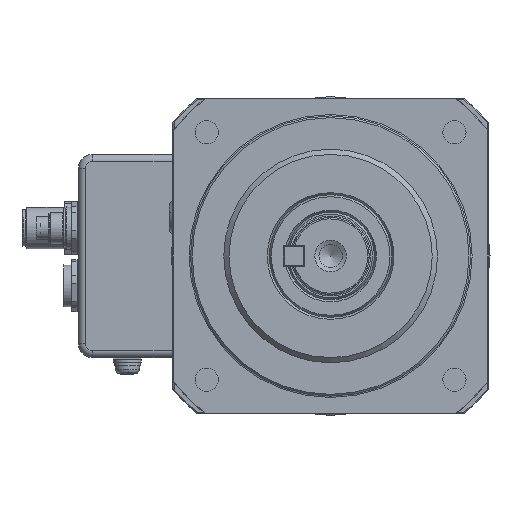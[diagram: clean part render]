
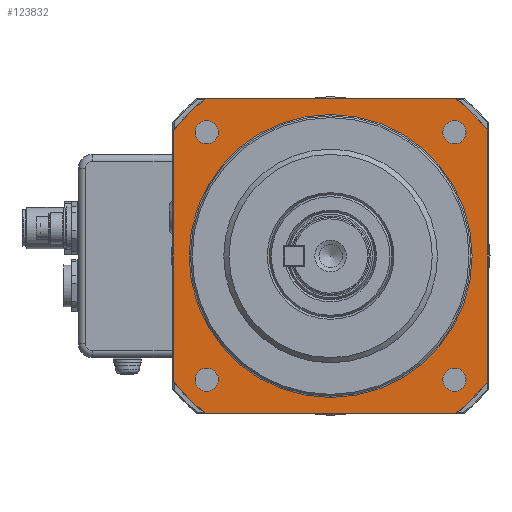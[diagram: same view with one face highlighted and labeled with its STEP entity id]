
A CAD part, left-side view. The second image highlights one B-rep face of the part: STEP entity #123832.
In plain terms, the highlighted face is planar.
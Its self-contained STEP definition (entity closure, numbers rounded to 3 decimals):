
#1630 = ORIENTED_EDGE ( 'NONE', *, *, #166268, .T. ) ;
#4150 = FACE_BOUND ( 'NONE', #104281, .T. ) ;
#4158 = CARTESIAN_POINT ( 'NONE',  ( 44.9, -49.39, 0. ) ) ;
#4774 = EDGE_CURVE ( 'NONE', #117869, #61712, #133463, .T. ) ;
#4955 = EDGE_CURVE ( 'NONE', #112378, #112378, #9304, .T. ) ;
#7278 = LINE ( 'NONE', #4158, #98719 ) ;
#8827 = AXIS2_PLACEMENT_3D ( 'NONE', #54483, #145304, #157938 ) ;
#9066 = AXIS2_PLACEMENT_3D ( 'NONE', #69815, #71526, #94749 ) ;
#9304 = CIRCLE ( 'NONE', #8827, 3.3 ) ;
#11698 = CIRCLE ( 'NONE', #9066, 3.3 ) ;
#12730 = DIRECTION ( 'NONE',  ( -1., 0., 0. ) ) ;
#15310 = DIRECTION ( 'NONE',  ( 0., 0., 1. ) ) ;
#16530 = AXIS2_PLACEMENT_3D ( 'NONE', #97460, #110443, #150348 ) ;
#17519 = ORIENTED_EDGE ( 'NONE', *, *, #98144, .F. ) ;
#17536 = CARTESIAN_POINT ( 'NONE',  ( 0., 0., 0. ) ) ;
#18126 = DIRECTION ( 'NONE',  ( 1., 0., 0. ) ) ;
#18173 = LINE ( 'NONE', #113670, #24232 ) ;
#18900 = CARTESIAN_POINT ( 'NONE',  ( -32.055, 35.355, 0. ) ) ;
#22465 = ORIENTED_EDGE ( 'NONE', *, *, #140470, .F. ) ;
#24232 = VECTOR ( 'NONE', #152424, 1000. ) ;
#26432 = DIRECTION ( 'NONE',  ( 1., 0., 0. ) ) ;
#27778 = EDGE_CURVE ( 'NONE', #108274, #122197, #7278, .T. ) ;
#30850 = VERTEX_POINT ( 'NONE', #75980 ) ;
#32613 = ORIENTED_EDGE ( 'NONE', *, *, #4774, .T. ) ;
#33476 = CARTESIAN_POINT ( 'NONE',  ( -35.76, 44.9, 0. ) ) ;
#34261 = EDGE_LOOP ( 'NONE', ( #17519 ) ) ;
#38787 = LINE ( 'NONE', #39492, #40688 ) ;
#39492 = CARTESIAN_POINT ( 'NONE',  ( -49.39, -44.9, 0. ) ) ;
#40586 = CARTESIAN_POINT ( 'NONE',  ( 38.655, 35.355, 0. ) ) ;
#40688 = VECTOR ( 'NONE', #26432, 1000. ) ;
#41004 = DIRECTION ( 'NONE',  ( 1., 0., 0. ) ) ;
#46833 = ORIENTED_EDGE ( 'NONE', *, *, #27778, .T. ) ;
#47304 = EDGE_CURVE ( 'NONE', #122197, #117869, #103922, .T. ) ;
#48182 = EDGE_CURVE ( 'NONE', #103969, #119008, #38787, .T. ) ;
#50417 = CIRCLE ( 'NONE', #91123, 57.4 ) ;
#52562 = DIRECTION ( 'NONE',  ( 0., 0., -1. ) ) ;
#54072 = EDGE_CURVE ( 'NONE', #132646, #132646, #78485, .T. ) ;
#54483 = CARTESIAN_POINT ( 'NONE',  ( -35.355, -35.355, 0. ) ) ;
#57052 = FACE_BOUND ( 'NONE', #101414, .T. ) ;
#57064 = EDGE_CURVE ( 'NONE', #61712, #103344, #124219, .T. ) ;
#59803 = DIRECTION ( 'NONE',  ( 0., 0., 1. ) ) ;
#61712 = VERTEX_POINT ( 'NONE', #33476 ) ;
#61873 = DIRECTION ( 'NONE',  ( 1., 0., 0. ) ) ;
#63506 = ORIENTED_EDGE ( 'NONE', *, *, #57064, .T. ) ;
#63983 = CARTESIAN_POINT ( 'NONE',  ( 0., 0., 0. ) ) ;
#69353 = DIRECTION ( 'NONE',  ( 0., 0., 1. ) ) ;
#69815 = CARTESIAN_POINT ( 'NONE',  ( 35.355, -35.355, 0. ) ) ;
#70092 = DIRECTION ( 'NONE',  ( 0., 1., 0. ) ) ;
#70247 = AXIS2_PLACEMENT_3D ( 'NONE', #63983, #52562, #156586 ) ;
#71526 = DIRECTION ( 'NONE',  ( 0., 0., 1. ) ) ;
#72021 = CARTESIAN_POINT ( 'NONE',  ( 40.4, 0., 0. ) ) ;
#75980 = CARTESIAN_POINT ( 'NONE',  ( 38.655, -35.355, 0. ) ) ;
#77783 = CARTESIAN_POINT ( 'NONE',  ( -44.9, -35.76, 0. ) ) ;
#78485 = CIRCLE ( 'NONE', #70247, 40.4 ) ;
#79203 = PLANE ( 'NONE',  #114756 ) ;
#81852 = ORIENTED_EDGE ( 'NONE', *, *, #137517, .T. ) ;
#84313 = ORIENTED_EDGE ( 'NONE', *, *, #164462, .T. ) ;
#84500 = ORIENTED_EDGE ( 'NONE', *, *, #48182, .T. ) ;
#87648 = CIRCLE ( 'NONE', #159602, 57.4 ) ;
#89435 = CARTESIAN_POINT ( 'NONE',  ( -49.39, 44.9, 0. ) ) ;
#91123 = AXIS2_PLACEMENT_3D ( 'NONE', #17536, #69353, #18126 ) ;
#93171 = CARTESIAN_POINT ( 'NONE',  ( 0., 0., 0. ) ) ;
#93221 = VERTEX_POINT ( 'NONE', #77783 ) ;
#94749 = DIRECTION ( 'NONE',  ( 1., 0., 0. ) ) ;
#97460 = CARTESIAN_POINT ( 'NONE',  ( 35.355, 35.355, 0. ) ) ;
#98144 = EDGE_CURVE ( 'NONE', #30850, #30850, #11698, .T. ) ;
#98719 = VECTOR ( 'NONE', #70092, 1000. ) ;
#100898 = VECTOR ( 'NONE', #12730, 1000. ) ;
#100962 = CARTESIAN_POINT ( 'NONE',  ( -35.355, 35.355, 0. ) ) ;
#101414 = EDGE_LOOP ( 'NONE', ( #149007 ) ) ;
#103344 = VERTEX_POINT ( 'NONE', #141204 ) ;
#103741 = FACE_BOUND ( 'NONE', #168557, .T. ) ;
#103922 = CIRCLE ( 'NONE', #148825, 57.4 ) ;
#103969 = VERTEX_POINT ( 'NONE', #133305 ) ;
#104071 = DIRECTION ( 'NONE',  ( 0., 0., 1. ) ) ;
#104281 = EDGE_LOOP ( 'NONE', ( #123972 ) ) ;
#106141 = EDGE_CURVE ( 'NONE', #150695, #150695, #123530, .T. ) ;
#106263 = CARTESIAN_POINT ( 'NONE',  ( -49.39, -49.39, 0. ) ) ;
#106973 = CIRCLE ( 'NONE', #150429, 3.3 ) ;
#107741 = FACE_OUTER_BOUND ( 'NONE', #142501, .T. ) ;
#108274 = VERTEX_POINT ( 'NONE', #133379 ) ;
#110443 = DIRECTION ( 'NONE',  ( 0., 0., 1. ) ) ;
#112378 = VERTEX_POINT ( 'NONE', #122366 ) ;
#113670 = CARTESIAN_POINT ( 'NONE',  ( -44.9, -49.39, 0. ) ) ;
#114534 = EDGE_LOOP ( 'NONE', ( #164567 ) ) ;
#114756 = AXIS2_PLACEMENT_3D ( 'NONE', #106263, #104071, #41004 ) ;
#115903 = VERTEX_POINT ( 'NONE', #18900 ) ;
#117869 = VERTEX_POINT ( 'NONE', #135880 ) ;
#119008 = VERTEX_POINT ( 'NONE', #138873 ) ;
#122197 = VERTEX_POINT ( 'NONE', #151022 ) ;
#122366 = CARTESIAN_POINT ( 'NONE',  ( -32.055, -35.355, 0. ) ) ;
#123530 = CIRCLE ( 'NONE', #16530, 3.3 ) ;
#123832 = ADVANCED_FACE ( 'NONE', ( #154744, #107741, #4150, #160776, #57052, #103741 ), #79203, .T. ) ;
#123972 = ORIENTED_EDGE ( 'NONE', *, *, #106141, .F. ) ;
#124219 = CIRCLE ( 'NONE', #134828, 57.4 ) ;
#125547 = DIRECTION ( 'NONE',  ( 1., 0., 0. ) ) ;
#127656 = DIRECTION ( 'NONE',  ( 0., 0., 1. ) ) ;
#132646 = VERTEX_POINT ( 'NONE', #72021 ) ;
#132866 = DIRECTION ( 'NONE',  ( 1., 0., 0. ) ) ;
#133305 = CARTESIAN_POINT ( 'NONE',  ( -35.76, -44.9, 0. ) ) ;
#133379 = CARTESIAN_POINT ( 'NONE',  ( 44.9, -35.76, 0. ) ) ;
#133463 = LINE ( 'NONE', #89435, #100898 ) ;
#134828 = AXIS2_PLACEMENT_3D ( 'NONE', #150683, #59803, #125547 ) ;
#134861 = DIRECTION ( 'NONE',  ( 1., 0., 0. ) ) ;
#135880 = CARTESIAN_POINT ( 'NONE',  ( 35.76, 44.9, 0. ) ) ;
#137517 = EDGE_CURVE ( 'NONE', #103344, #93221, #18173, .T. ) ;
#138873 = CARTESIAN_POINT ( 'NONE',  ( 35.76, -44.9, 0. ) ) ;
#140470 = EDGE_CURVE ( 'NONE', #115903, #115903, #106973, .T. ) ;
#141204 = CARTESIAN_POINT ( 'NONE',  ( -44.9, 35.76, 0. ) ) ;
#142501 = EDGE_LOOP ( 'NONE', ( #165415, #32613, #63506, #81852, #84313, #84500, #1630, #46833 ) ) ;
#145304 = DIRECTION ( 'NONE',  ( 0., 0., 1. ) ) ;
#145715 = DIRECTION ( 'NONE',  ( 0., 0., 1. ) ) ;
#147423 = CARTESIAN_POINT ( 'NONE',  ( 0., 0., 0. ) ) ;
#148825 = AXIS2_PLACEMENT_3D ( 'NONE', #93171, #15310, #132866 ) ;
#149007 = ORIENTED_EDGE ( 'NONE', *, *, #4955, .F. ) ;
#150348 = DIRECTION ( 'NONE',  ( 1., 0., 0. ) ) ;
#150429 = AXIS2_PLACEMENT_3D ( 'NONE', #100962, #127656, #61873 ) ;
#150683 = CARTESIAN_POINT ( 'NONE',  ( 0., 0., 0. ) ) ;
#150695 = VERTEX_POINT ( 'NONE', #40586 ) ;
#151022 = CARTESIAN_POINT ( 'NONE',  ( 44.9, 35.76, 0. ) ) ;
#152424 = DIRECTION ( 'NONE',  ( 0., -1., 0. ) ) ;
#154744 = FACE_BOUND ( 'NONE', #114534, .T. ) ;
#156586 = DIRECTION ( 'NONE',  ( 1., 0., 0. ) ) ;
#157938 = DIRECTION ( 'NONE',  ( 1., 0., 0. ) ) ;
#159602 = AXIS2_PLACEMENT_3D ( 'NONE', #147423, #145715, #134861 ) ;
#160776 = FACE_BOUND ( 'NONE', #34261, .T. ) ;
#164462 = EDGE_CURVE ( 'NONE', #93221, #103969, #87648, .T. ) ;
#164567 = ORIENTED_EDGE ( 'NONE', *, *, #54072, .T. ) ;
#165415 = ORIENTED_EDGE ( 'NONE', *, *, #47304, .T. ) ;
#166268 = EDGE_CURVE ( 'NONE', #119008, #108274, #50417, .T. ) ;
#168557 = EDGE_LOOP ( 'NONE', ( #22465 ) ) ;
